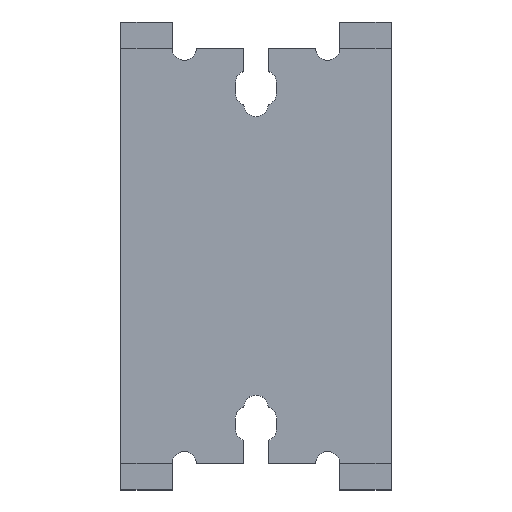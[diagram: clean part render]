
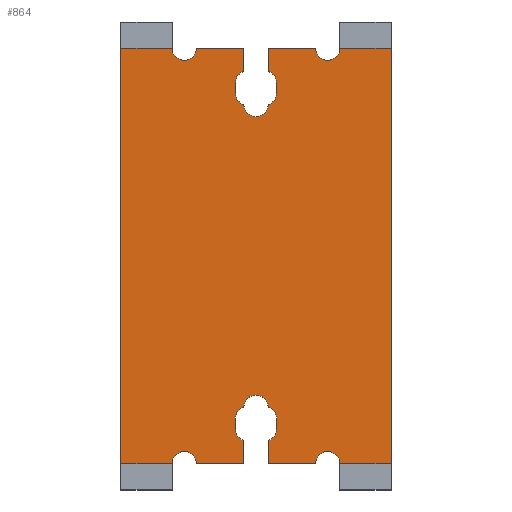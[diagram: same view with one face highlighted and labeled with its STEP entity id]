
A CAD part, top view. The second image highlights one B-rep face of the part: STEP entity #864.
In plain terms, the highlighted planar face has unit normal (0, 0, 1).
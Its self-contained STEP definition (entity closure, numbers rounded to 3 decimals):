
#34=CIRCLE('',#926,1.6);
#35=CIRCLE('',#927,1.6);
#36=CIRCLE('',#928,1.5);
#37=CIRCLE('',#929,1.5);
#38=CIRCLE('',#930,1.6);
#39=CIRCLE('',#931,1.5);
#40=CIRCLE('',#932,1.5);
#41=CIRCLE('',#933,1.6);
#42=CIRCLE('',#934,1.6);
#43=CIRCLE('',#935,1.5);
#44=CIRCLE('',#936,1.5);
#45=CIRCLE('',#937,1.6);
#46=CIRCLE('',#938,1.5);
#47=CIRCLE('',#939,1.5);
#110=ORIENTED_EDGE('',*,*,#362,.F.);
#111=ORIENTED_EDGE('',*,*,#318,.T.);
#112=ORIENTED_EDGE('',*,*,#363,.T.);
#113=ORIENTED_EDGE('',*,*,#337,.T.);
#114=ORIENTED_EDGE('',*,*,#359,.T.);
#115=ORIENTED_EDGE('',*,*,#328,.T.);
#116=ORIENTED_EDGE('',*,*,#364,.F.);
#117=ORIENTED_EDGE('',*,*,#346,.T.);
#118=ORIENTED_EDGE('',*,*,#365,.T.);
#119=ORIENTED_EDGE('',*,*,#366,.T.);
#120=ORIENTED_EDGE('',*,*,#367,.T.);
#121=ORIENTED_EDGE('',*,*,#368,.T.);
#122=ORIENTED_EDGE('',*,*,#369,.T.);
#123=ORIENTED_EDGE('',*,*,#370,.T.);
#124=ORIENTED_EDGE('',*,*,#371,.T.);
#125=ORIENTED_EDGE('',*,*,#372,.T.);
#126=ORIENTED_EDGE('',*,*,#373,.T.);
#127=ORIENTED_EDGE('',*,*,#324,.T.);
#128=ORIENTED_EDGE('',*,*,#374,.F.);
#129=ORIENTED_EDGE('',*,*,#342,.T.);
#130=ORIENTED_EDGE('',*,*,#353,.T.);
#131=ORIENTED_EDGE('',*,*,#339,.T.);
#132=ORIENTED_EDGE('',*,*,#375,.T.);
#133=ORIENTED_EDGE('',*,*,#332,.T.);
#134=ORIENTED_EDGE('',*,*,#376,.F.);
#135=ORIENTED_EDGE('',*,*,#377,.F.);
#136=ORIENTED_EDGE('',*,*,#378,.F.);
#137=ORIENTED_EDGE('',*,*,#379,.F.);
#138=ORIENTED_EDGE('',*,*,#380,.F.);
#139=ORIENTED_EDGE('',*,*,#381,.F.);
#140=ORIENTED_EDGE('',*,*,#382,.F.);
#141=ORIENTED_EDGE('',*,*,#383,.F.);
#318=EDGE_CURVE('',#446,#447,#530,.T.);
#324=EDGE_CURVE('',#453,#452,#536,.T.);
#328=EDGE_CURVE('',#457,#456,#540,.T.);
#332=EDGE_CURVE('',#461,#460,#544,.T.);
#337=EDGE_CURVE('',#463,#465,#549,.T.);
#339=EDGE_CURVE('',#468,#467,#551,.T.);
#342=EDGE_CURVE('',#470,#471,#554,.T.);
#346=EDGE_CURVE('',#474,#475,#558,.T.);
#353=EDGE_CURVE('',#471,#468,#565,.T.);
#359=EDGE_CURVE('',#465,#457,#571,.T.);
#362=EDGE_CURVE('',#446,#486,#574,.T.);
#363=EDGE_CURVE('',#447,#463,#34,.T.);
#364=EDGE_CURVE('',#474,#456,#35,.T.);
#365=EDGE_CURVE('',#475,#487,#575,.T.);
#366=EDGE_CURVE('',#487,#488,#36,.T.);
#367=EDGE_CURVE('',#488,#489,#576,.T.);
#368=EDGE_CURVE('',#489,#490,#37,.T.);
#369=EDGE_CURVE('',#490,#491,#38,.T.);
#370=EDGE_CURVE('',#491,#492,#39,.T.);
#371=EDGE_CURVE('',#492,#493,#577,.T.);
#372=EDGE_CURVE('',#493,#494,#40,.T.);
#373=EDGE_CURVE('',#494,#453,#578,.T.);
#374=EDGE_CURVE('',#470,#452,#41,.T.);
#375=EDGE_CURVE('',#467,#461,#42,.T.);
#376=EDGE_CURVE('',#495,#460,#579,.T.);
#377=EDGE_CURVE('',#496,#495,#43,.T.);
#378=EDGE_CURVE('',#497,#496,#580,.T.);
#379=EDGE_CURVE('',#498,#497,#44,.T.);
#380=EDGE_CURVE('',#499,#498,#45,.T.);
#381=EDGE_CURVE('',#500,#499,#46,.T.);
#382=EDGE_CURVE('',#501,#500,#581,.T.);
#383=EDGE_CURVE('',#486,#501,#47,.T.);
#446=VERTEX_POINT('',#1242);
#447=VERTEX_POINT('',#1243);
#452=VERTEX_POINT('',#1254);
#453=VERTEX_POINT('',#1256);
#456=VERTEX_POINT('',#1263);
#457=VERTEX_POINT('',#1265);
#460=VERTEX_POINT('',#1272);
#461=VERTEX_POINT('',#1274);
#463=VERTEX_POINT('',#1279);
#465=VERTEX_POINT('',#1283);
#467=VERTEX_POINT('',#1288);
#468=VERTEX_POINT('',#1290);
#470=VERTEX_POINT('',#1296);
#471=VERTEX_POINT('',#1297);
#474=VERTEX_POINT('',#1305);
#475=VERTEX_POINT('',#1306);
#486=VERTEX_POINT('',#1336);
#487=VERTEX_POINT('',#1340);
#488=VERTEX_POINT('',#1342);
#489=VERTEX_POINT('',#1344);
#490=VERTEX_POINT('',#1346);
#491=VERTEX_POINT('',#1348);
#492=VERTEX_POINT('',#1350);
#493=VERTEX_POINT('',#1352);
#494=VERTEX_POINT('',#1354);
#495=VERTEX_POINT('',#1359);
#496=VERTEX_POINT('',#1361);
#497=VERTEX_POINT('',#1363);
#498=VERTEX_POINT('',#1365);
#499=VERTEX_POINT('',#1367);
#500=VERTEX_POINT('',#1369);
#501=VERTEX_POINT('',#1371);
#530=LINE('',#1241,#630);
#536=LINE('',#1255,#636);
#540=LINE('',#1264,#640);
#544=LINE('',#1273,#644);
#549=LINE('',#1284,#649);
#551=LINE('',#1289,#651);
#554=LINE('',#1295,#654);
#558=LINE('',#1304,#658);
#565=LINE('',#1319,#665);
#571=LINE('',#1330,#671);
#574=LINE('',#1335,#674);
#575=LINE('',#1339,#675);
#576=LINE('',#1343,#676);
#577=LINE('',#1351,#677);
#578=LINE('',#1355,#678);
#579=LINE('',#1358,#679);
#580=LINE('',#1362,#680);
#581=LINE('',#1370,#681);
#630=VECTOR('',#993,1000.);
#636=VECTOR('',#1001,1000.);
#640=VECTOR('',#1007,1000.);
#644=VECTOR('',#1013,1000.);
#649=VECTOR('',#1020,1000.);
#651=VECTOR('',#1024,1000.);
#654=VECTOR('',#1029,1000.);
#658=VECTOR('',#1035,1000.);
#665=VECTOR('',#1044,1000.);
#671=VECTOR('',#1052,1000.);
#674=VECTOR('',#1057,1000.);
#675=VECTOR('',#1062,1000.);
#676=VECTOR('',#1065,1000.);
#677=VECTOR('',#1072,1000.);
#678=VECTOR('',#1075,1000.);
#679=VECTOR('',#1080,1000.);
#680=VECTOR('',#1083,1000.);
#681=VECTOR('',#1090,1000.);
#740=EDGE_LOOP('',(#110,#111,#112,#113,#114,#115,#116,#117,#118,#119,#120,
#121,#122,#123,#124,#125,#126,#127,#128,#129,#130,#131,#132,#133,#134,#135,
#136,#137,#138,#139,#140,#141));
#786=FACE_BOUND('',#740,.T.);
#832=PLANE('',#925);
#864=ADVANCED_FACE('',(#786),#832,.T.);
#925=AXIS2_PLACEMENT_3D('',#1334,#1055,#1056);
#926=AXIS2_PLACEMENT_3D('',#1337,#1058,#1059);
#927=AXIS2_PLACEMENT_3D('',#1338,#1060,#1061);
#928=AXIS2_PLACEMENT_3D('',#1341,#1063,#1064);
#929=AXIS2_PLACEMENT_3D('',#1345,#1066,#1067);
#930=AXIS2_PLACEMENT_3D('',#1347,#1068,#1069);
#931=AXIS2_PLACEMENT_3D('',#1349,#1070,#1071);
#932=AXIS2_PLACEMENT_3D('',#1353,#1073,#1074);
#933=AXIS2_PLACEMENT_3D('',#1356,#1076,#1077);
#934=AXIS2_PLACEMENT_3D('',#1357,#1078,#1079);
#935=AXIS2_PLACEMENT_3D('',#1360,#1081,#1082);
#936=AXIS2_PLACEMENT_3D('',#1364,#1084,#1085);
#937=AXIS2_PLACEMENT_3D('',#1366,#1086,#1087);
#938=AXIS2_PLACEMENT_3D('',#1368,#1088,#1089);
#939=AXIS2_PLACEMENT_3D('',#1372,#1091,#1092);
#993=DIRECTION('',(1.,0.,0.));
#1001=DIRECTION('',(-1.,0.,0.));
#1007=DIRECTION('',(-1.,0.,0.));
#1013=DIRECTION('',(1.,0.,0.));
#1020=DIRECTION('',(1.,0.,0.));
#1024=DIRECTION('',(1.,0.,0.));
#1029=DIRECTION('',(-1.,0.,0.));
#1035=DIRECTION('',(-1.,0.,0.));
#1044=DIRECTION('',(0.,-1.,0.));
#1052=DIRECTION('',(0.,1.,0.));
#1055=DIRECTION('',(0.,0.,1.));
#1056=DIRECTION('',(1.,0.,0.));
#1057=DIRECTION('',(0.,1.,0.));
#1058=DIRECTION('',(0.,0.,-1.));
#1059=DIRECTION('',(-1.,0.,0.));
#1060=DIRECTION('',(0.,0.,1.));
#1061=DIRECTION('',(-1.,0.,0.));
#1062=DIRECTION('',(0.,-1.,0.));
#1063=DIRECTION('',(0.,0.,-1.));
#1064=DIRECTION('',(-1.,0.,0.));
#1065=DIRECTION('',(0.,-1.,0.));
#1066=DIRECTION('',(0.,0.,-1.));
#1067=DIRECTION('',(-1.,0.,0.));
#1068=DIRECTION('',(0.,0.,-1.));
#1069=DIRECTION('',(0.,1.,0.));
#1070=DIRECTION('',(0.,0.,-1.));
#1071=DIRECTION('',(1.,0.,0.));
#1072=DIRECTION('',(0.,1.,0.));
#1073=DIRECTION('',(0.,0.,-1.));
#1074=DIRECTION('',(1.,0.,0.));
#1075=DIRECTION('',(0.,1.,0.));
#1076=DIRECTION('',(0.,0.,1.));
#1077=DIRECTION('',(-1.,0.,0.));
#1078=DIRECTION('',(0.,0.,-1.));
#1079=DIRECTION('',(-1.,0.,0.));
#1080=DIRECTION('',(0.,-1.,0.));
#1081=DIRECTION('',(0.,0.,1.));
#1082=DIRECTION('',(1.,0.,0.));
#1083=DIRECTION('',(0.,-1.,0.));
#1084=DIRECTION('',(0.,0.,1.));
#1085=DIRECTION('',(1.,0.,0.));
#1086=DIRECTION('',(0.,0.,1.));
#1087=DIRECTION('',(0.,-1.,0.));
#1088=DIRECTION('',(0.,0.,1.));
#1089=DIRECTION('',(-1.,0.,0.));
#1090=DIRECTION('',(0.,1.,0.));
#1091=DIRECTION('',(0.,0.,1.));
#1092=DIRECTION('',(-1.,0.,0.));
#1241=CARTESIAN_POINT('',(-17.9,-27.5,8.));
#1242=CARTESIAN_POINT('',(1.6,-27.5,8.));
#1243=CARTESIAN_POINT('',(7.9,-27.5,8.));
#1254=CARTESIAN_POINT('',(-7.9,27.5,8.));
#1255=CARTESIAN_POINT('',(17.9,27.5,8.));
#1256=CARTESIAN_POINT('',(-1.6,27.5,8.));
#1263=CARTESIAN_POINT('',(11.1,27.5,8.));
#1264=CARTESIAN_POINT('',(17.9,27.5,8.));
#1265=CARTESIAN_POINT('',(17.9,27.5,8.));
#1272=CARTESIAN_POINT('',(-1.6,-27.5,8.));
#1273=CARTESIAN_POINT('',(-17.9,-27.5,8.));
#1274=CARTESIAN_POINT('',(-7.9,-27.5,8.));
#1279=CARTESIAN_POINT('',(11.1,-27.5,8.));
#1283=CARTESIAN_POINT('',(17.9,-27.5,8.));
#1284=CARTESIAN_POINT('',(-17.9,-27.5,8.));
#1288=CARTESIAN_POINT('',(-11.1,-27.5,8.));
#1289=CARTESIAN_POINT('',(-17.9,-27.5,8.));
#1290=CARTESIAN_POINT('',(-17.9,-27.5,8.));
#1295=CARTESIAN_POINT('',(17.9,27.5,8.));
#1296=CARTESIAN_POINT('',(-11.1,27.5,8.));
#1297=CARTESIAN_POINT('',(-17.9,27.5,8.));
#1304=CARTESIAN_POINT('',(17.9,27.5,8.));
#1305=CARTESIAN_POINT('',(7.9,27.5,8.));
#1306=CARTESIAN_POINT('',(1.6,27.5,8.));
#1319=CARTESIAN_POINT('',(-17.9,27.5,8.));
#1330=CARTESIAN_POINT('',(17.9,-27.5,8.));
#1334=CARTESIAN_POINT('',(0.,0.,8.));
#1335=CARTESIAN_POINT('',(1.6,-27.5,8.));
#1336=CARTESIAN_POINT('',(1.6,-24.452,8.));
#1337=CARTESIAN_POINT('',(9.5,-27.5,8.));
#1338=CARTESIAN_POINT('',(9.5,27.5,8.));
#1339=CARTESIAN_POINT('',(1.6,27.5,8.));
#1340=CARTESIAN_POINT('',(1.6,24.452,8.));
#1341=CARTESIAN_POINT('',(1.225,23.,8.));
#1342=CARTESIAN_POINT('',(2.725,23.,8.));
#1343=CARTESIAN_POINT('',(2.725,23.,8.));
#1344=CARTESIAN_POINT('',(2.725,21.5,8.));
#1345=CARTESIAN_POINT('',(1.225,21.5,8.));
#1346=CARTESIAN_POINT('',(1.6,20.048,8.));
#1347=CARTESIAN_POINT('',(0.,20.025,8.));
#1348=CARTESIAN_POINT('',(-1.6,20.048,8.));
#1349=CARTESIAN_POINT('',(-1.225,21.5,8.));
#1350=CARTESIAN_POINT('',(-2.725,21.5,8.));
#1351=CARTESIAN_POINT('',(-2.725,23.,8.));
#1352=CARTESIAN_POINT('',(-2.725,23.,8.));
#1353=CARTESIAN_POINT('',(-1.225,23.,8.));
#1354=CARTESIAN_POINT('',(-1.6,24.452,8.));
#1355=CARTESIAN_POINT('',(-1.6,27.5,8.));
#1356=CARTESIAN_POINT('',(-9.5,27.5,8.));
#1357=CARTESIAN_POINT('',(-9.5,-27.5,8.));
#1358=CARTESIAN_POINT('',(-1.6,-27.5,8.));
#1359=CARTESIAN_POINT('',(-1.6,-24.452,8.));
#1360=CARTESIAN_POINT('',(-1.225,-23.,8.));
#1361=CARTESIAN_POINT('',(-2.725,-23.,8.));
#1362=CARTESIAN_POINT('',(-2.725,-23.,8.));
#1363=CARTESIAN_POINT('',(-2.725,-21.5,8.));
#1364=CARTESIAN_POINT('',(-1.225,-21.5,8.));
#1365=CARTESIAN_POINT('',(-1.6,-20.048,8.));
#1366=CARTESIAN_POINT('',(0.,-20.025,8.));
#1367=CARTESIAN_POINT('',(1.6,-20.048,8.));
#1368=CARTESIAN_POINT('',(1.225,-21.5,8.));
#1369=CARTESIAN_POINT('',(2.725,-21.5,8.));
#1370=CARTESIAN_POINT('',(2.725,-23.,8.));
#1371=CARTESIAN_POINT('',(2.725,-23.,8.));
#1372=CARTESIAN_POINT('',(1.225,-23.,8.));
